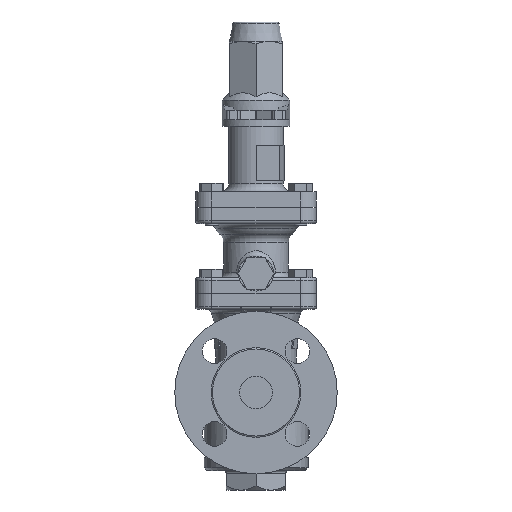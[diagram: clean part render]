
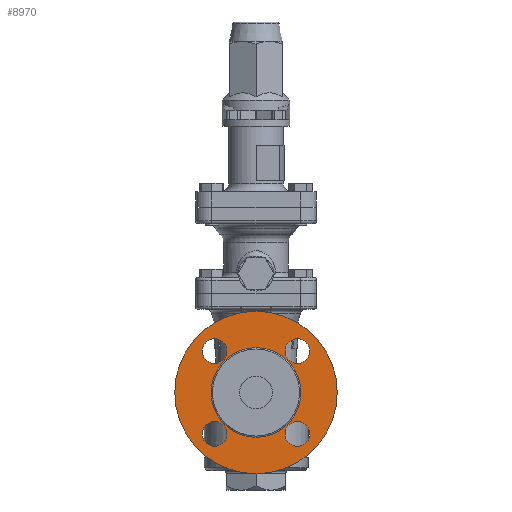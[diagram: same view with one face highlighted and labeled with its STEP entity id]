
A CAD part, left-side view. The second image highlights one B-rep face of the part: STEP entity #8970.
In plain terms, the highlighted planar face has unit normal (-1, 0, 0).
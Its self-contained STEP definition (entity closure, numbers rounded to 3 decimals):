
#1536=FACE_BOUND('',#2910,.T.);
#1537=FACE_BOUND('',#2911,.T.);
#1538=FACE_BOUND('',#2912,.T.);
#1539=FACE_BOUND('',#2913,.T.);
#1540=FACE_BOUND('',#2914,.T.);
#1782=PLANE('',#9837);
#2242=FACE_OUTER_BOUND('',#2909,.T.);
#2909=EDGE_LOOP('',(#7887));
#2910=EDGE_LOOP('',(#7888));
#2911=EDGE_LOOP('',(#7889));
#2912=EDGE_LOOP('',(#7890));
#2913=EDGE_LOOP('',(#7891));
#2914=EDGE_LOOP('',(#7892));
#3632=CIRCLE('',#9833,62.5);
#3634=CIRCLE('',#9836,34.5);
#3635=CIRCLE('',#9838,9.5);
#3636=CIRCLE('',#9839,9.5);
#3637=CIRCLE('',#9840,9.5);
#3638=CIRCLE('',#9841,9.5);
#4470=VERTEX_POINT('',#22032);
#4472=VERTEX_POINT('',#22037);
#4473=VERTEX_POINT('',#22040);
#4474=VERTEX_POINT('',#22042);
#4475=VERTEX_POINT('',#22044);
#4476=VERTEX_POINT('',#22046);
#5657=EDGE_CURVE('',#4470,#4470,#3632,.T.);
#5659=EDGE_CURVE('',#4472,#4472,#3634,.T.);
#5660=EDGE_CURVE('',#4473,#4473,#3635,.T.);
#5661=EDGE_CURVE('',#4474,#4474,#3636,.T.);
#5662=EDGE_CURVE('',#4475,#4475,#3637,.T.);
#5663=EDGE_CURVE('',#4476,#4476,#3638,.T.);
#7887=ORIENTED_EDGE('',*,*,#5657,.F.);
#7888=ORIENTED_EDGE('',*,*,#5659,.F.);
#7889=ORIENTED_EDGE('',*,*,#5660,.F.);
#7890=ORIENTED_EDGE('',*,*,#5661,.F.);
#7891=ORIENTED_EDGE('',*,*,#5662,.F.);
#7892=ORIENTED_EDGE('',*,*,#5663,.F.);
#8970=ADVANCED_FACE('',(#2242,#1536,#1537,#1538,#1539,#1540),#1782,.T.);
#9833=AXIS2_PLACEMENT_3D('',#22033,#12017,#12018);
#9836=AXIS2_PLACEMENT_3D('',#22038,#12023,#12024);
#9837=AXIS2_PLACEMENT_3D('',#22039,#12025,#12026);
#9838=AXIS2_PLACEMENT_3D('',#22041,#12027,#12028);
#9839=AXIS2_PLACEMENT_3D('',#22043,#12029,#12030);
#9840=AXIS2_PLACEMENT_3D('',#22045,#12031,#12032);
#9841=AXIS2_PLACEMENT_3D('',#22047,#12033,#12034);
#12017=DIRECTION('center_axis',(1.,0.,0.));
#12018=DIRECTION('ref_axis',(0.,0.,1.));
#12023=DIRECTION('center_axis',(-1.,0.,0.));
#12024=DIRECTION('ref_axis',(0.,0.,1.));
#12025=DIRECTION('center_axis',(-1.,0.,0.));
#12026=DIRECTION('ref_axis',(0.,0.,1.));
#12027=DIRECTION('center_axis',(-1.,0.,0.));
#12028=DIRECTION('ref_axis',(0.,0.,1.));
#12029=DIRECTION('center_axis',(-1.,0.,0.));
#12030=DIRECTION('ref_axis',(0.,1.,0.));
#12031=DIRECTION('center_axis',(-1.,0.,0.));
#12032=DIRECTION('ref_axis',(0.,-1.,0.));
#12033=DIRECTION('center_axis',(-1.,0.,0.));
#12034=DIRECTION('ref_axis',(0.,0.,-1.));
#22032=CARTESIAN_POINT('',(-93.,0.,-15.));
#22033=CARTESIAN_POINT('Origin',(-93.,0.,47.5));
#22037=CARTESIAN_POINT('',(-93.,0.,13.));
#22038=CARTESIAN_POINT('Origin',(-93.,0.,47.5));
#22039=CARTESIAN_POINT('Origin',(-93.,0.,47.5));
#22040=CARTESIAN_POINT('',(-93.,-31.82,6.18));
#22041=CARTESIAN_POINT('Origin',(-93.,-31.82,15.68));
#22042=CARTESIAN_POINT('',(-93.,-31.82,69.82));
#22043=CARTESIAN_POINT('Origin',(-93.,-31.82,79.32));
#22044=CARTESIAN_POINT('',(-93.,31.82,6.18));
#22045=CARTESIAN_POINT('Origin',(-93.,31.82,15.68));
#22046=CARTESIAN_POINT('',(-93.,31.82,69.82));
#22047=CARTESIAN_POINT('Origin',(-93.,31.82,79.32));
